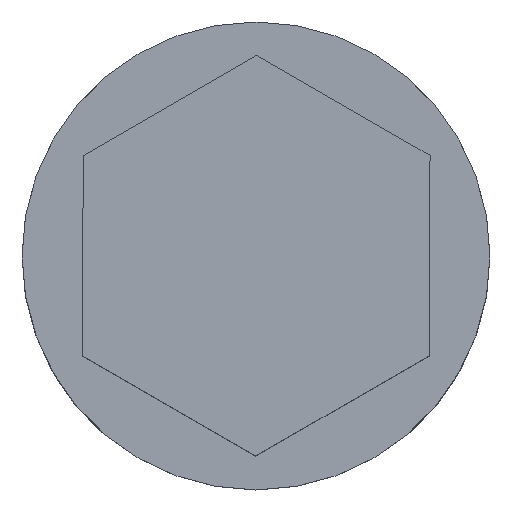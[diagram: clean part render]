
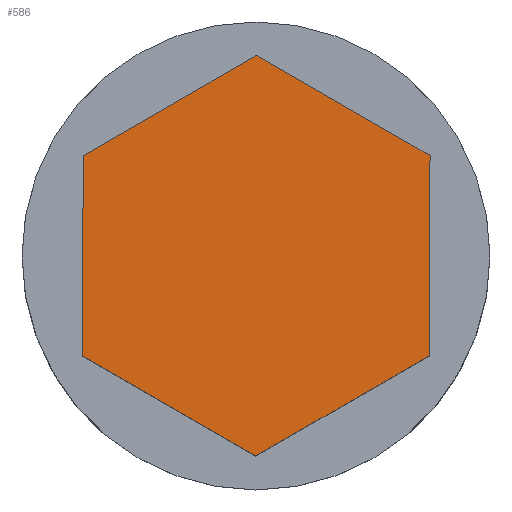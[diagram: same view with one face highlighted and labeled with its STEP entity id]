
A CAD part, top view. The second image highlights one B-rep face of the part: STEP entity #586.
In plain terms, the highlighted planar face has unit normal (0, 0, 1).
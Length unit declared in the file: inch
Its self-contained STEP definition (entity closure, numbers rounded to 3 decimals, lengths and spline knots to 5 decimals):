
#11 = CARTESIAN_POINT ( 'NONE',  ( -0.00033, -0.42801, 0.918 ) ) ;
#22 = CARTESIAN_POINT ( 'NONE',  ( 0.37191, 0.21416, 0.918 ) ) ;
#26 = LINE ( 'NONE', #600, #31 ) ;
#28 = CARTESIAN_POINT ( 'NONE',  ( -0.00033, -0.42801, 0.918 ) ) ;
#31 = VECTOR ( 'NONE', #802, 39.37008 ) ;
#33 = CARTESIAN_POINT ( 'NONE',  ( 0.37191, 0.21416, 0.918 ) ) ;
#95 = CARTESIAN_POINT ( 'NONE',  ( 0.37024, -0.21384, 0.918 ) ) ;
#98 = CARTESIAN_POINT ( 'NONE',  ( -0.36739, 0.641, 0.918 ) ) ;
#105 = DIRECTION ( 'NONE',  ( -0.866, -0.5, 0. ) ) ;
#114 = ORIENTED_EDGE ( 'NONE', *, *, #484, .F. ) ;
#144 = ORIENTED_EDGE ( 'NONE', *, *, #844, .F. ) ;
#158 = VECTOR ( 'NONE', #656, 39.37008 ) ;
#182 = FACE_OUTER_BOUND ( 'NONE', #271, .T. ) ;
#207 = ORIENTED_EDGE ( 'NONE', *, *, #443, .F. ) ;
#229 = LINE ( 'NONE', #445, #158 ) ;
#251 = AXIS2_PLACEMENT_3D ( 'NONE', #98, #886, #832 ) ;
#253 = VERTEX_POINT ( 'NONE', #11 ) ;
#258 = CARTESIAN_POINT ( 'NONE',  ( 0.00124, 0.42817, 0.918 ) ) ;
#267 = VERTEX_POINT ( 'NONE', #711 ) ;
#271 = EDGE_LOOP ( 'NONE', ( #207, #905, #611, #144, #346, #114 ) ) ;
#288 = VERTEX_POINT ( 'NONE', #416 ) ;
#346 = ORIENTED_EDGE ( 'NONE', *, *, #819, .F. ) ;
#400 = LINE ( 'NONE', #28, #571 ) ;
#405 = VERTEX_POINT ( 'NONE', #22 ) ;
#413 = VECTOR ( 'NONE', #826, 39.37008 ) ;
#416 = CARTESIAN_POINT ( 'NONE',  ( 0.37024, -0.21384, 0.918 ) ) ;
#426 = CARTESIAN_POINT ( 'NONE',  ( -0.36924, 0.21384, 0.918 ) ) ;
#427 = VECTOR ( 'NONE', #105, 39.37008 ) ;
#429 = EDGE_CURVE ( 'NONE', #405, #288, #821, .T. ) ;
#443 = EDGE_CURVE ( 'NONE', #288, #253, #902, .T. ) ;
#445 = CARTESIAN_POINT ( 'NONE',  ( -0.36924, 0.21384, 0.918 ) ) ;
#471 = DIRECTION ( 'NONE',  ( -0.004, -1., 0. ) ) ;
#484 = EDGE_CURVE ( 'NONE', #253, #267, #400, .T. ) ;
#531 = PLANE ( 'NONE',  #251 ) ;
#538 = LINE ( 'NONE', #741, #413 ) ;
#556 = VERTEX_POINT ( 'NONE', #258 ) ;
#557 = EDGE_CURVE ( 'NONE', #556, #405, #538, .T. ) ;
#571 = VECTOR ( 'NONE', #677, 39.37008 ) ;
#586 = ADVANCED_FACE ( 'NONE', ( #182 ), #531, .T. ) ;
#600 = CARTESIAN_POINT ( 'NONE',  ( -0.37109, -0.21416, 0.918 ) ) ;
#611 = ORIENTED_EDGE ( 'NONE', *, *, #557, .F. ) ;
#656 = DIRECTION ( 'NONE',  ( 0.866, 0.501, 0. ) ) ;
#677 = DIRECTION ( 'NONE',  ( -0.866, 0.5, 0. ) ) ;
#711 = CARTESIAN_POINT ( 'NONE',  ( -0.37109, -0.21416, 0.918 ) ) ;
#741 = CARTESIAN_POINT ( 'NONE',  ( 0.00124, 0.42817, 0.918 ) ) ;
#802 = DIRECTION ( 'NONE',  ( 0.004, 1., 0. ) ) ;
#819 = EDGE_CURVE ( 'NONE', #267, #827, #26, .T. ) ;
#821 = LINE ( 'NONE', #33, #856 ) ;
#826 = DIRECTION ( 'NONE',  ( 0.866, -0.5, 0. ) ) ;
#827 = VERTEX_POINT ( 'NONE', #426 ) ;
#832 = DIRECTION ( 'NONE',  ( 1., 0., 0. ) ) ;
#844 = EDGE_CURVE ( 'NONE', #827, #556, #229, .T. ) ;
#856 = VECTOR ( 'NONE', #471, 39.37008 ) ;
#886 = DIRECTION ( 'NONE',  ( 0., 0., 1. ) ) ;
#902 = LINE ( 'NONE', #95, #427 ) ;
#905 = ORIENTED_EDGE ( 'NONE', *, *, #429, .F. ) ;
